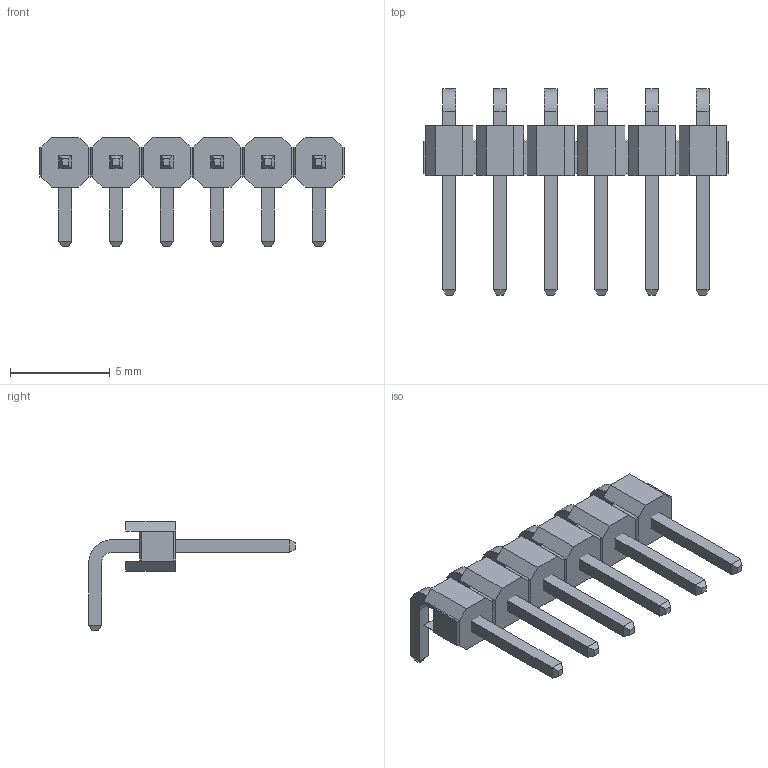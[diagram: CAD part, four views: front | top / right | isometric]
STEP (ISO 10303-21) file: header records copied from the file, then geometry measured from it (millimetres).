
FILE_DESCRIPTION(('STEP AP214'), '1');
FILE_NAME('DS1022-1x5RDF11', '2017-07-15T11:33:50', ('Nobody'), (''), 'ASCON STEP Converter 1.3', 'ASCON Math Kernel', '');
FILE_SCHEMA(('AUTOMOTIVE_DESIGN { 1 0 10303 214 3 1 1}'));
Length unit declared in the file: millimetre
Assembly tree (7 placements, depth 2):
  (unnamed)
    (unnamed)
    (unnamed)  x6
Bounding box: 15.24 x 10.35 x 5.5 mm (x, y, z)
Volume: 102.7 mm3; surface area: 395.2 mm2
Topology: 7 solids, 7 shells, 220 faces, 498 edges, 292 vertices
Faces by surface type: plane 208, cylinder 12
Entity records: 4803 total; most frequent: CARTESIAN_POINT 608, ORIENTED_EDGE 596, DIRECTION 578, EDGE_CURVE 298, LINE 294, VECTOR 294, VERTEX_POINT 172, AXIS2_PLACEMENT_3D 142
